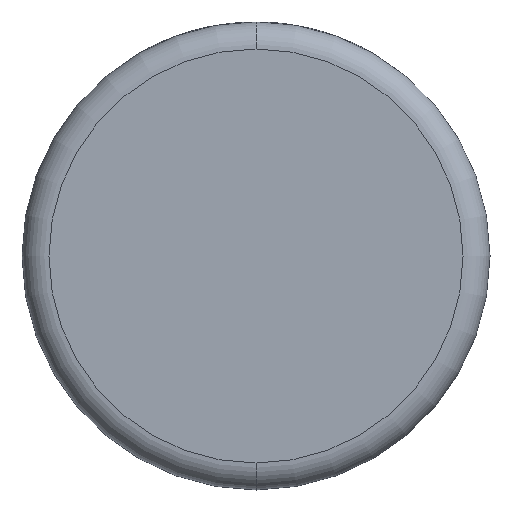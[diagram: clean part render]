
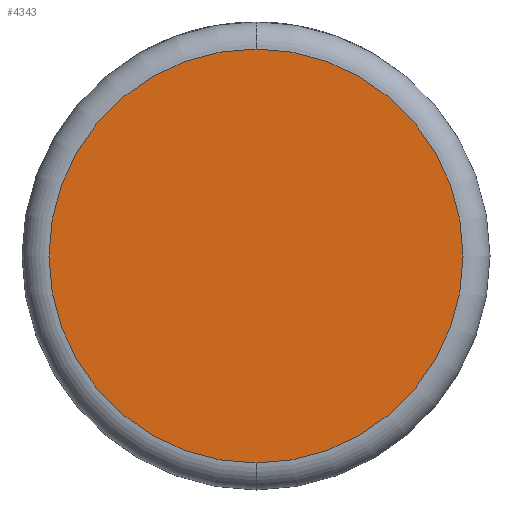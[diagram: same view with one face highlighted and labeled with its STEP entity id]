
A CAD part, front view. The second image highlights one B-rep face of the part: STEP entity #4343.
In plain terms, the highlighted planar face has unit normal (0, -1, 0).
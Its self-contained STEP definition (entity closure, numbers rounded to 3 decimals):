
#374 = CARTESIAN_POINT ( 'NONE',  ( 0., 0., 0. ) ) ;
#448 = AXIS2_PLACEMENT_3D ( 'NONE', #3909, #1611, #2009 ) ;
#542 = VERTEX_POINT ( 'NONE', #2723 ) ;
#967 = ORIENTED_EDGE ( 'NONE', *, *, #3541, .T. ) ;
#1067 = CIRCLE ( 'NONE', #2177, 15.705 ) ;
#1441 = DIRECTION ( 'NONE',  ( 0., -1., 0. ) ) ;
#1611 = DIRECTION ( 'NONE',  ( 0., 1., 0. ) ) ;
#1805 = ORIENTED_EDGE ( 'NONE', *, *, #4232, .T. ) ;
#2009 = DIRECTION ( 'NONE',  ( 0., 0., 1. ) ) ;
#2177 = AXIS2_PLACEMENT_3D ( 'NONE', #374, #2971, #4433 ) ;
#2381 = EDGE_LOOP ( 'NONE', ( #1805, #967 ) ) ;
#2723 = CARTESIAN_POINT ( 'NONE',  ( 0., 0., 15.705 ) ) ;
#2971 = DIRECTION ( 'NONE',  ( 0., -1., 0. ) ) ;
#2988 = FACE_OUTER_BOUND ( 'NONE', #2381, .T. ) ;
#3296 = CARTESIAN_POINT ( 'NONE',  ( 0., 0., -15.705 ) ) ;
#3541 = EDGE_CURVE ( 'NONE', #4667, #542, #3990, .T. ) ;
#3754 = AXIS2_PLACEMENT_3D ( 'NONE', #4540, #1441, #4483 ) ;
#3909 = CARTESIAN_POINT ( 'NONE',  ( 0., 0., 0. ) ) ;
#3990 = CIRCLE ( 'NONE', #3754, 15.705 ) ;
#4232 = EDGE_CURVE ( 'NONE', #542, #4667, #1067, .T. ) ;
#4343 = ADVANCED_FACE ( 'NONE', ( #2988 ), #4625, .F. ) ;
#4433 = DIRECTION ( 'NONE',  ( 0., 0., 1. ) ) ;
#4483 = DIRECTION ( 'NONE',  ( 0., 0., 1. ) ) ;
#4540 = CARTESIAN_POINT ( 'NONE',  ( 0., 0., 0. ) ) ;
#4625 = PLANE ( 'NONE',  #448 ) ;
#4667 = VERTEX_POINT ( 'NONE', #3296 ) ;
